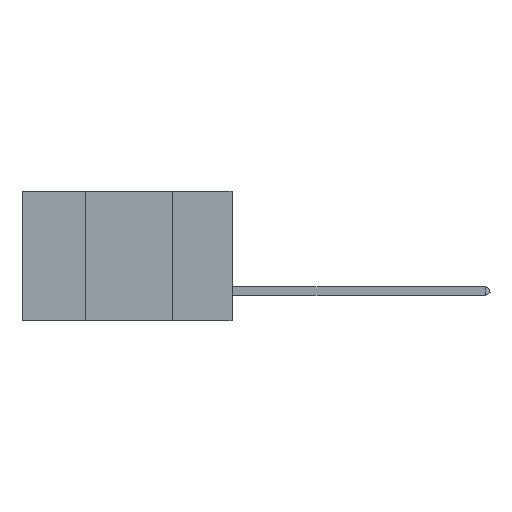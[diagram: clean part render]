
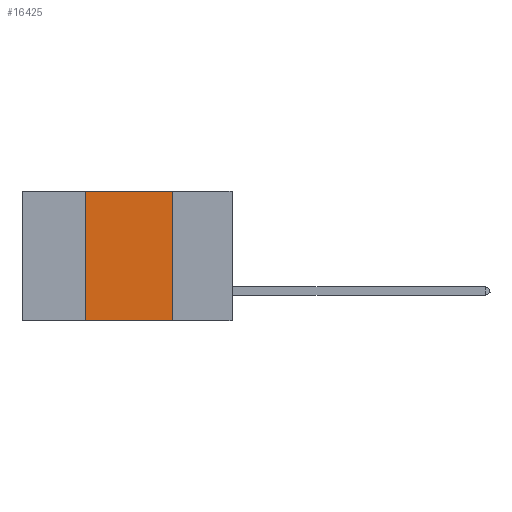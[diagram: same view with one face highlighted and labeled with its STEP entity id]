
A CAD part, left-side view. The second image highlights one B-rep face of the part: STEP entity #16425.
In plain terms, the highlighted planar face has unit normal (-1, 0, 0).
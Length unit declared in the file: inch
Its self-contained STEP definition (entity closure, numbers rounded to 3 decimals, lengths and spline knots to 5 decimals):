
#144 = VECTOR ( 'NONE', #7455, 39.37008 ) ;
#306 = EDGE_CURVE ( 'NONE', #6316, #17575, #13112, .T. ) ;
#1067 = DIRECTION ( 'NONE',  ( 0., -1., 0. ) ) ;
#1630 = CARTESIAN_POINT ( 'NONE',  ( 0., 0.6, 0. ) ) ;
#2899 = DIRECTION ( 'NONE',  ( 0., -1., 0. ) ) ;
#2991 = VERTEX_POINT ( 'NONE', #13326 ) ;
#6149 = DIRECTION ( 'NONE',  ( 1., 0., 0. ) ) ;
#6316 = VERTEX_POINT ( 'NONE', #19212 ) ;
#7455 = DIRECTION ( 'NONE',  ( 0., 0., -1. ) ) ;
#8191 = VECTOR ( 'NONE', #18228, 39.37008 ) ;
#9320 = LINE ( 'NONE', #23587, #20522 ) ;
#9721 = EDGE_CURVE ( 'NONE', #17575, #26646, #9320, .T. ) ;
#11901 = LINE ( 'NONE', #26668, #144 ) ;
#13112 = LINE ( 'NONE', #18125, #8191 ) ;
#13326 = CARTESIAN_POINT ( 'NONE',  ( 0., 0.17, -0.37 ) ) ;
#16425 = ADVANCED_FACE ( 'NONE', ( #20573 ), #30120, .F. ) ;
#17575 = VERTEX_POINT ( 'NONE', #27192 ) ;
#17780 = ORIENTED_EDGE ( 'NONE', *, *, #9721, .F. ) ;
#18125 = CARTESIAN_POINT ( 'NONE',  ( 0., 0.42, 0. ) ) ;
#18228 = DIRECTION ( 'NONE',  ( 0., 0., 1. ) ) ;
#19212 = CARTESIAN_POINT ( 'NONE',  ( 0., 0.42, -0.37 ) ) ;
#20522 = VECTOR ( 'NONE', #1067, 39.37008 ) ;
#20573 = FACE_OUTER_BOUND ( 'NONE', #26251, .T. ) ;
#20811 = DIRECTION ( 'NONE',  ( 0., 0., -1. ) ) ;
#21287 = VECTOR ( 'NONE', #2899, 39.37008 ) ;
#21363 = ORIENTED_EDGE ( 'NONE', *, *, #306, .F. ) ;
#21795 = EDGE_CURVE ( 'NONE', #6316, #2991, #23946, .T. ) ;
#22466 = CARTESIAN_POINT ( 'NONE',  ( 0., 0.17, 0. ) ) ;
#23587 = CARTESIAN_POINT ( 'NONE',  ( 0., 0.6, 0. ) ) ;
#23946 = LINE ( 'NONE', #31049, #21287 ) ;
#26251 = EDGE_LOOP ( 'NONE', ( #29731, #17780, #21363, #29529 ) ) ;
#26646 = VERTEX_POINT ( 'NONE', #22466 ) ;
#26668 = CARTESIAN_POINT ( 'NONE',  ( 0., 0.17, 0. ) ) ;
#27192 = CARTESIAN_POINT ( 'NONE',  ( 0., 0.42, 0. ) ) ;
#29529 = ORIENTED_EDGE ( 'NONE', *, *, #21795, .T. ) ;
#29731 = ORIENTED_EDGE ( 'NONE', *, *, #31024, .F. ) ;
#30120 = PLANE ( 'NONE',  #31157 ) ;
#31024 = EDGE_CURVE ( 'NONE', #26646, #2991, #11901, .T. ) ;
#31049 = CARTESIAN_POINT ( 'NONE',  ( 0., 0.6, -0.37 ) ) ;
#31157 = AXIS2_PLACEMENT_3D ( 'NONE', #1630, #6149, #20811 ) ;
